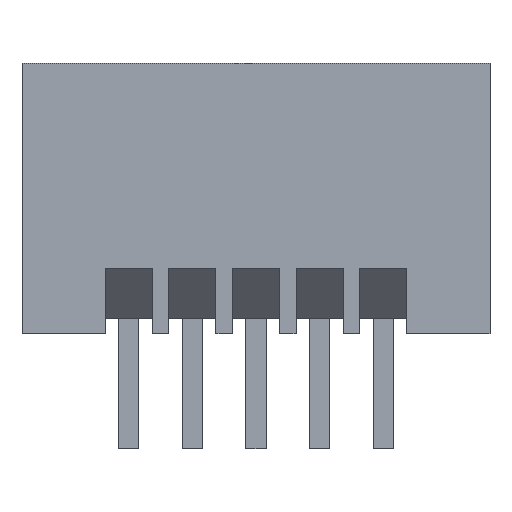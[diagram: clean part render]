
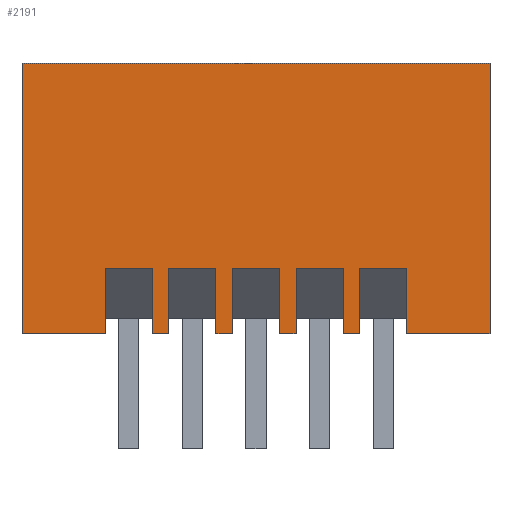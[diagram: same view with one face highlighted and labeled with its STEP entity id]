
A CAD part, front view. The second image highlights one B-rep face of the part: STEP entity #2191.
In plain terms, the highlighted planar face has unit normal (0, -1, 0).
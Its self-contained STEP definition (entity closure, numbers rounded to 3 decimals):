
#1=DIRECTION('',(1.,0.,0.));
#2=VECTOR('',#1,1.66);
#3=CARTESIAN_POINT('',(-4.67,-2.65,0.));
#4=LINE('3870',#3,#2);
#17=DIRECTION('',(1.,0.,0.));
#18=VECTOR('',#17,0.94);
#19=CARTESIAN_POINT('',(-3.01,-2.65,1.3));
#20=LINE('3873',#19,#18);
#21=DIRECTION('',(0.,0.,1.));
#22=VECTOR('',#21,5.4);
#23=CARTESIAN_POINT('',(-4.67,-2.65,0.));
#24=LINE('3736',#23,#22);
#25=DIRECTION('',(1.,0.,0.));
#26=VECTOR('',#25,0.94);
#27=CARTESIAN_POINT('',(2.07,-2.65,1.3));
#28=LINE('3810',#27,#26);
#29=DIRECTION('',(1.,0.,0.));
#30=VECTOR('',#29,0.94);
#31=CARTESIAN_POINT('',(0.8,-2.65,1.3));
#32=LINE('3824',#31,#30);
#33=DIRECTION('',(1.,0.,0.));
#34=VECTOR('',#33,0.94);
#35=CARTESIAN_POINT('',(-0.47,-2.65,1.3));
#36=LINE('3830',#35,#34);
#37=DIRECTION('',(1.,0.,0.));
#38=VECTOR('',#37,0.94);
#39=CARTESIAN_POINT('',(-1.74,-2.65,1.3));
#40=LINE('3856',#39,#38);
#105=DIRECTION('',(0.,0.,-1.));
#106=VECTOR('',#105,1.3);
#107=CARTESIAN_POINT('',(-2.07,-2.65,1.3));
#108=LINE('3875',#107,#106);
#137=DIRECTION('',(1.,0.,0.));
#138=VECTOR('',#137,0.33);
#139=CARTESIAN_POINT('',(-2.07,-2.65,0.));
#140=LINE('3882',#139,#138);
#157=DIRECTION('',(0.,0.,1.));
#158=VECTOR('',#157,1.3);
#159=CARTESIAN_POINT('',(-1.74,-2.65,0.));
#160=LINE('3859',#159,#158);
#217=DIRECTION('',(0.,0.,-1.));
#218=VECTOR('',#217,1.3);
#219=CARTESIAN_POINT('',(-0.8,-2.65,1.3));
#220=LINE('3860',#219,#218);
#233=DIRECTION('',(1.,0.,0.));
#234=VECTOR('',#233,0.33);
#235=CARTESIAN_POINT('',(-0.8,-2.65,0.));
#236=LINE('3853',#235,#234);
#253=DIRECTION('',(0.,0.,1.));
#254=VECTOR('',#253,1.3);
#255=CARTESIAN_POINT('',(-0.47,-2.65,0.));
#256=LINE('3833',#255,#254);
#313=DIRECTION('',(0.,0.,-1.));
#314=VECTOR('',#313,1.3);
#315=CARTESIAN_POINT('',(0.47,-2.65,1.3));
#316=LINE('3834',#315,#314);
#329=DIRECTION('',(1.,0.,0.));
#330=VECTOR('',#329,0.33);
#331=CARTESIAN_POINT('',(0.47,-2.65,0.));
#332=LINE('3773',#331,#330);
#349=DIRECTION('',(0.,0.,1.));
#350=VECTOR('',#349,1.3);
#351=CARTESIAN_POINT('',(0.8,-2.65,0.));
#352=LINE('3827',#351,#350);
#409=DIRECTION('',(0.,0.,-1.));
#410=VECTOR('',#409,1.3);
#411=CARTESIAN_POINT('',(1.74,-2.65,1.3));
#412=LINE('3828',#411,#410);
#425=DIRECTION('',(1.,0.,0.));
#426=VECTOR('',#425,0.33);
#427=CARTESIAN_POINT('',(1.74,-2.65,0.));
#428=LINE('3769',#427,#426);
#445=DIRECTION('',(0.,0.,1.));
#446=VECTOR('',#445,1.3);
#447=CARTESIAN_POINT('',(2.07,-2.65,0.));
#448=LINE('3819',#447,#446);
#505=DIRECTION('',(0.,0.,-1.));
#506=VECTOR('',#505,1.3);
#507=CARTESIAN_POINT('',(3.01,-2.65,1.3));
#508=LINE('3811',#507,#506);
#521=DIRECTION('',(1.,0.,0.));
#522=VECTOR('',#521,1.66);
#523=CARTESIAN_POINT('',(3.01,-2.65,0.));
#524=LINE('3765',#523,#522);
#553=DIRECTION('',(0.,0.,1.));
#554=VECTOR('',#553,5.4);
#555=CARTESIAN_POINT('',(4.67,-2.65,0.));
#556=LINE('3737',#555,#554);
#733=DIRECTION('',(1.,0.,0.));
#734=VECTOR('',#733,9.34);
#735=CARTESIAN_POINT('',(-4.67,-2.65,5.4));
#736=LINE('3733',#735,#734);
#1525=DIRECTION('',(0.,0.,1.));
#1526=VECTOR('',#1525,1.3);
#1527=CARTESIAN_POINT('',(-3.01,-2.65,0.));
#1528=LINE('3885',#1527,#1526);
#1594=CARTESIAN_POINT('',(-4.67,-2.65,0.));
#1596=VERTEX_POINT('',#1594);
#1597=CARTESIAN_POINT('',(4.67,-2.65,0.));
#1599=VERTEX_POINT('',#1597);
#1601=CARTESIAN_POINT('',(-4.67,-2.65,5.4));
#1602=CARTESIAN_POINT('',(4.67,-2.65,5.4));
#1603=VERTEX_POINT('',#1601);
#1604=VERTEX_POINT('',#1602);
#1649=CARTESIAN_POINT('',(3.01,-2.65,0.));
#1651=VERTEX_POINT('',#1649);
#1653=CARTESIAN_POINT('',(2.07,-2.65,0.));
#1655=VERTEX_POINT('',#1653);
#1657=CARTESIAN_POINT('',(1.74,-2.65,0.));
#1659=VERTEX_POINT('',#1657);
#1661=CARTESIAN_POINT('',(0.8,-2.65,0.));
#1663=VERTEX_POINT('',#1661);
#1665=CARTESIAN_POINT('',(0.47,-2.65,0.));
#1667=VERTEX_POINT('',#1665);
#1669=CARTESIAN_POINT('',(-0.47,-2.65,0.));
#1671=VERTEX_POINT('',#1669);
#1709=CARTESIAN_POINT('',(2.07,-2.65,1.3));
#1710=CARTESIAN_POINT('',(3.01,-2.65,1.3));
#1711=VERTEX_POINT('',#1709);
#1712=VERTEX_POINT('',#1710);
#1725=CARTESIAN_POINT('',(0.8,-2.65,1.3));
#1726=CARTESIAN_POINT('',(1.74,-2.65,1.3));
#1727=VERTEX_POINT('',#1725);
#1728=VERTEX_POINT('',#1726);
#1733=CARTESIAN_POINT('',(-0.47,-2.65,1.3));
#1734=CARTESIAN_POINT('',(0.47,-2.65,1.3));
#1735=VERTEX_POINT('',#1733);
#1736=VERTEX_POINT('',#1734);
#1753=CARTESIAN_POINT('',(-0.8,-2.65,0.));
#1755=VERTEX_POINT('',#1753);
#1757=CARTESIAN_POINT('',(-1.74,-2.65,0.));
#1759=VERTEX_POINT('',#1757);
#1765=CARTESIAN_POINT('',(-1.74,-2.65,1.3));
#1766=CARTESIAN_POINT('',(-0.8,-2.65,1.3));
#1767=VERTEX_POINT('',#1765);
#1768=VERTEX_POINT('',#1766);
#1777=CARTESIAN_POINT('',(-2.07,-2.65,0.));
#1779=VERTEX_POINT('',#1777);
#1781=CARTESIAN_POINT('',(-3.01,-2.65,0.));
#1782=VERTEX_POINT('',#1781);
#1787=CARTESIAN_POINT('',(-3.01,-2.65,1.3));
#1788=CARTESIAN_POINT('',(-2.07,-2.65,1.3));
#1789=VERTEX_POINT('',#1787);
#1790=VERTEX_POINT('',#1788);
#2137=CARTESIAN_POINT('',(-4.67,-2.65,0.));
#2138=DIRECTION('',(0.,-1.,0.));
#2139=DIRECTION('',(1.,0.,0.));
#2140=AXIS2_PLACEMENT_3D('',#2137,#2138,#2139);
#2141=PLANE('3578',#2140);
#2143=ORIENTED_EDGE('3873',*,*,#2142,.F.);
#2145=ORIENTED_EDGE('3885',*,*,#2144,.F.);
#2146=ORIENTED_EDGE('3870',*,*,#2126,.F.);
#2148=ORIENTED_EDGE('3736',*,*,#2147,.T.);
#2150=ORIENTED_EDGE('3733',*,*,#2149,.T.);
#2152=ORIENTED_EDGE('3737',*,*,#2151,.F.);
#2154=ORIENTED_EDGE('3765',*,*,#2153,.F.);
#2156=ORIENTED_EDGE('3811',*,*,#2155,.F.);
#2158=ORIENTED_EDGE('3810',*,*,#2157,.F.);
#2160=ORIENTED_EDGE('3819',*,*,#2159,.F.);
#2162=ORIENTED_EDGE('3769',*,*,#2161,.F.);
#2164=ORIENTED_EDGE('3828',*,*,#2163,.F.);
#2166=ORIENTED_EDGE('3824',*,*,#2165,.F.);
#2168=ORIENTED_EDGE('3827',*,*,#2167,.F.);
#2170=ORIENTED_EDGE('3773',*,*,#2169,.F.);
#2172=ORIENTED_EDGE('3834',*,*,#2171,.F.);
#2174=ORIENTED_EDGE('3830',*,*,#2173,.F.);
#2176=ORIENTED_EDGE('3833',*,*,#2175,.F.);
#2178=ORIENTED_EDGE('3853',*,*,#2177,.F.);
#2180=ORIENTED_EDGE('3860',*,*,#2179,.F.);
#2182=ORIENTED_EDGE('3856',*,*,#2181,.F.);
#2184=ORIENTED_EDGE('3859',*,*,#2183,.F.);
#2186=ORIENTED_EDGE('3882',*,*,#2185,.F.);
#2188=ORIENTED_EDGE('3875',*,*,#2187,.F.);
#2189=EDGE_LOOP('3578',(#2143,#2145,#2146,#2148,#2150,#2152,#2154,#2156,#2158,
#2160,#2162,#2164,#2166,#2168,#2170,#2172,#2174,#2176,#2178,#2180,#2182,#2184,
#2186,#2188));
#2190=FACE_OUTER_BOUND('3578',#2189,.F.);
#2191=ADVANCED_FACE('3578',(#2190),#2141,.T.);
#2126=EDGE_CURVE('3870',#1596,#1782,#4,.T.);
#2142=EDGE_CURVE('3873',#1789,#1790,#20,.T.);
#2144=EDGE_CURVE('3885',#1782,#1789,#1528,.T.);
#2147=EDGE_CURVE('3736',#1596,#1603,#24,.T.);
#2149=EDGE_CURVE('3733',#1603,#1604,#736,.T.);
#2151=EDGE_CURVE('3737',#1599,#1604,#556,.T.);
#2153=EDGE_CURVE('3765',#1651,#1599,#524,.T.);
#2155=EDGE_CURVE('3811',#1712,#1651,#508,.T.);
#2157=EDGE_CURVE('3810',#1711,#1712,#28,.T.);
#2159=EDGE_CURVE('3819',#1655,#1711,#448,.T.);
#2161=EDGE_CURVE('3769',#1659,#1655,#428,.T.);
#2163=EDGE_CURVE('3828',#1728,#1659,#412,.T.);
#2165=EDGE_CURVE('3824',#1727,#1728,#32,.T.);
#2167=EDGE_CURVE('3827',#1663,#1727,#352,.T.);
#2169=EDGE_CURVE('3773',#1667,#1663,#332,.T.);
#2171=EDGE_CURVE('3834',#1736,#1667,#316,.T.);
#2173=EDGE_CURVE('3830',#1735,#1736,#36,.T.);
#2175=EDGE_CURVE('3833',#1671,#1735,#256,.T.);
#2177=EDGE_CURVE('3853',#1755,#1671,#236,.T.);
#2179=EDGE_CURVE('3860',#1768,#1755,#220,.T.);
#2181=EDGE_CURVE('3856',#1767,#1768,#40,.T.);
#2183=EDGE_CURVE('3859',#1759,#1767,#160,.T.);
#2185=EDGE_CURVE('3882',#1779,#1759,#140,.T.);
#2187=EDGE_CURVE('3875',#1790,#1779,#108,.T.);
